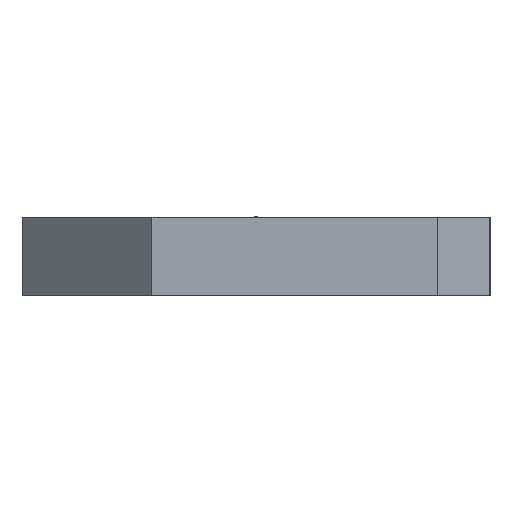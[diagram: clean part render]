
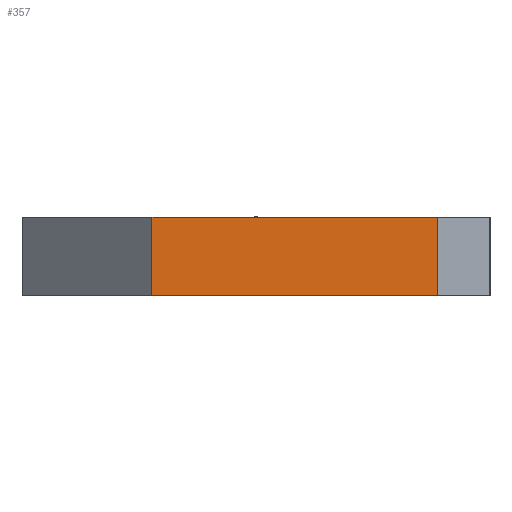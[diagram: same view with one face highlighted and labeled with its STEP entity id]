
A CAD part, left-side view. The second image highlights one B-rep face of the part: STEP entity #357.
In plain terms, the highlighted planar face has unit normal (-1, 0, 0).
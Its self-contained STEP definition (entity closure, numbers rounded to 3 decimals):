
#56=DIRECTION('',(0.,-1.,0.));
#57=VECTOR('',#56,11.);
#58=CARTESIAN_POINT('',(-42.5,4.,3.));
#59=LINE('',#58,#57);
#78=DIRECTION('',(0.,-1.,0.));
#79=VECTOR('',#78,11.);
#80=CARTESIAN_POINT('',(-42.5,4.,0.));
#81=LINE('',#80,#79);
#118=DIRECTION('',(0.,0.,-1.));
#119=VECTOR('',#118,3.);
#120=CARTESIAN_POINT('',(-42.5,4.,3.));
#121=LINE('',#120,#119);
#122=DIRECTION('',(0.,0.,-1.));
#123=VECTOR('',#122,3.);
#124=CARTESIAN_POINT('',(-42.5,-7.,3.));
#125=LINE('',#124,#123);
#155=CARTESIAN_POINT('',(-42.5,-7.,0.));
#157=VERTEX_POINT('',#155);
#158=CARTESIAN_POINT('',(-42.5,-7.,3.));
#159=VERTEX_POINT('',#158);
#162=CARTESIAN_POINT('',(-42.5,4.,0.));
#164=VERTEX_POINT('',#162);
#168=CARTESIAN_POINT('',(-42.5,4.,3.));
#169=VERTEX_POINT('',#168);
#346=CARTESIAN_POINT('',(-42.5,9.,0.));
#347=DIRECTION('',(-1.,0.,0.));
#348=DIRECTION('',(0.,-1.,0.));
#349=AXIS2_PLACEMENT_3D('',#346,#347,#348);
#350=PLANE('',#349);
#351=ORIENTED_EDGE('',*,*,#289,.F.);
#352=ORIENTED_EDGE('',*,*,#212,.T.);
#353=ORIENTED_EDGE('',*,*,#339,.T.);
#354=ORIENTED_EDGE('',*,*,#250,.F.);
#355=EDGE_LOOP('',(#351,#352,#353,#354));
#356=FACE_OUTER_BOUND('',#355,.F.);
#357=ADVANCED_FACE('',(#356),#350,.T.);
#212=EDGE_CURVE('',#169,#159,#59,.T.);
#250=EDGE_CURVE('',#164,#157,#81,.T.);
#289=EDGE_CURVE('',#169,#164,#121,.T.);
#339=EDGE_CURVE('',#159,#157,#125,.T.);
